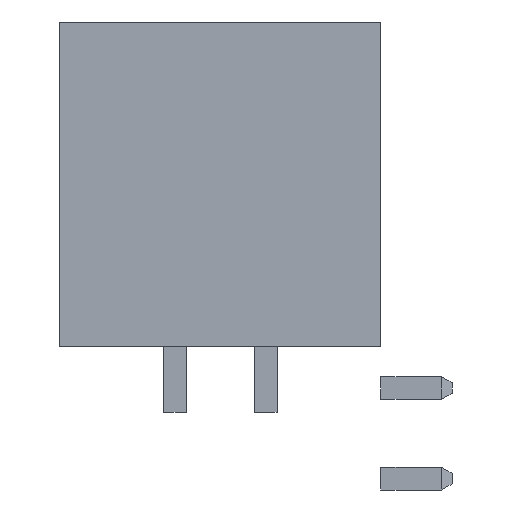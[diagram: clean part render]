
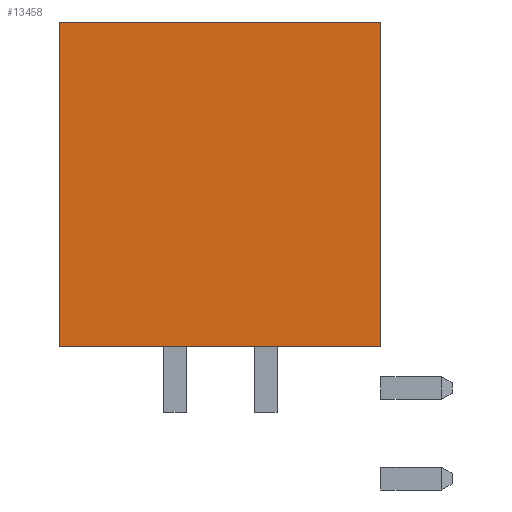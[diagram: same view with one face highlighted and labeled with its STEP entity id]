
A CAD part, left-side view. The second image highlights one B-rep face of the part: STEP entity #13458.
In plain terms, the highlighted planar face has unit normal (-1, 0, 0).
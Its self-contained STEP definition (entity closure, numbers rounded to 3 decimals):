
#13419 = CARTESIAN_POINT ( 'NONE',  ( -33.01, 0., 3.7 ) ) ;
#13420 = VERTEX_POINT ( 'NONE', #13419 ) ;
#13421 = CARTESIAN_POINT ( 'NONE',  ( -33.01, 0., 12.8 ) ) ;
#13422 = VERTEX_POINT ( 'NONE', #13421 ) ;
#13423 = CARTESIAN_POINT ( 'NONE',  ( -33.01, 0., 3.7 ) ) ;
#13424 = DIRECTION ( 'NONE',  ( 0., 0., 1. ) ) ;
#13425 = VECTOR ( 'NONE', #13424, 1000. ) ;
#13426 = LINE ( 'NONE', #13423, #13425 ) ;
#13427 = EDGE_CURVE ( 'NONE', #13420, #13422, #13426, .T. ) ;
#13428 = ORIENTED_EDGE ( 'NONE', *, *, #13427, .T. ) ;
#13429 = CARTESIAN_POINT ( 'NONE',  ( -33.01, 9., 12.8 ) ) ;
#13430 = VERTEX_POINT ( 'NONE', #13429 ) ;
#13431 = CARTESIAN_POINT ( 'NONE',  ( -33.01, 9., 12.8 ) ) ;
#13432 = DIRECTION ( 'NONE',  ( 0., -1., 0. ) ) ;
#13433 = VECTOR ( 'NONE', #13432, 1000. ) ;
#13434 = LINE ( 'NONE', #13431, #13433 ) ;
#13435 = EDGE_CURVE ( 'NONE', #13430, #13422, #13434, .T. ) ;
#13436 = ORIENTED_EDGE ( 'NONE', *, *, #13435, .F. ) ;
#13437 = CARTESIAN_POINT ( 'NONE',  ( -33.01, 9., 3.7 ) ) ;
#13438 = VERTEX_POINT ( 'NONE', #13437 ) ;
#13439 = CARTESIAN_POINT ( 'NONE',  ( -33.01, 9., 3.7 ) ) ;
#13440 = DIRECTION ( 'NONE',  ( 0., 0., 1. ) ) ;
#13441 = VECTOR ( 'NONE', #13440, 1000. ) ;
#13442 = LINE ( 'NONE', #13439, #13441 ) ;
#13443 = EDGE_CURVE ( 'NONE', #13438, #13430, #13442, .T. ) ;
#13444 = ORIENTED_EDGE ( 'NONE', *, *, #13443, .F. ) ;
#13445 = CARTESIAN_POINT ( 'NONE',  ( -33.01, 9., 3.7 ) ) ;
#13446 = DIRECTION ( 'NONE',  ( 0., -1., 0. ) ) ;
#13447 = VECTOR ( 'NONE', #13446, 1000. ) ;
#13448 = LINE ( 'NONE', #13445, #13447 ) ;
#13449 = EDGE_CURVE ( 'NONE', #13438, #13420, #13448, .T. ) ;
#13450 = ORIENTED_EDGE ( 'NONE', *, *, #13449, .T. ) ;
#13451 = EDGE_LOOP ( 'NONE', ( #13428, #13436, #13444, #13450 ) ) ;
#13452 = FACE_OUTER_BOUND ( 'NONE', #13451, .T. ) ;
#13453 = CARTESIAN_POINT ( 'NONE',  ( -33.01, 9., 3.7 ) ) ;
#13454 = DIRECTION ( 'NONE',  ( 1., 0., 0. ) ) ;
#13455 = DIRECTION ( 'NONE',  ( 0., 0., -1. ) ) ;
#13456 = AXIS2_PLACEMENT_3D ( 'NONE', #13453, #13454, #13455 ) ;
#13457 = PLANE ( 'NONE', #13456 ) ;
#13458 = ADVANCED_FACE ( 'NONE', ( #13452 ), #13457, .F. ) ;
